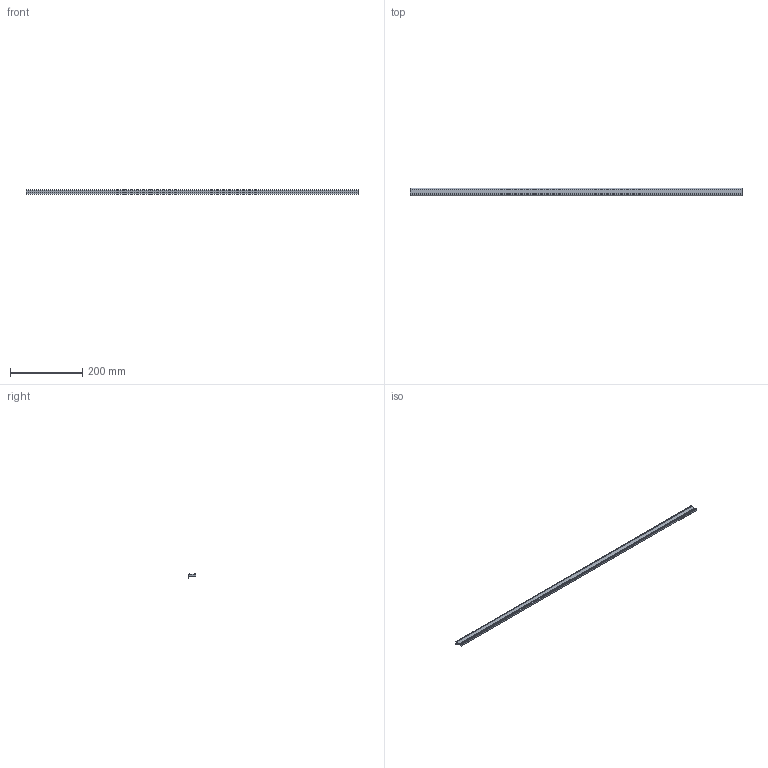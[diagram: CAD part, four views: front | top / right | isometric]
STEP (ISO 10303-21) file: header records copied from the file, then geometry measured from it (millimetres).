
FILE_DESCRIPTION(('STEP AP214'),'1');
FILE_NAME('cctmp_3950D7F2-5D37-4593-8A63-B1EF24346D29_2023_03_29_09_21_42_0182..stp','2023-03-29T07:21:42',('SIEMENS A&D'),('CADClick - www.CADClick.com'),'Spatial InterOp 3D postprocessed',' ','unknown authorization');
FILE_SCHEMA(('AUTOMOTIVE_DESIGN'));
Length unit declared in the file: millimetre
Products named in the file (1): 2023_03_29_09_21_42_0178
Bounding box: 920 x 21 x 13.07 mm (x, y, z)
Volume: 105017.1 mm3; surface area: 66438.5 mm2
Topology: 1 solids, 1 shells, 26 faces, 72 edges, 48 vertices
Faces by surface type: cylinder 17, plane 9
Entity records: 958 total; most frequent: DIRECTION 160, CARTESIAN_POINT 147, ORIENTED_EDGE 144, EDGE_CURVE 72, AXIS2_PLACEMENT_3D 61, VERTEX_POINT 48, LINE 38, VECTOR 38
